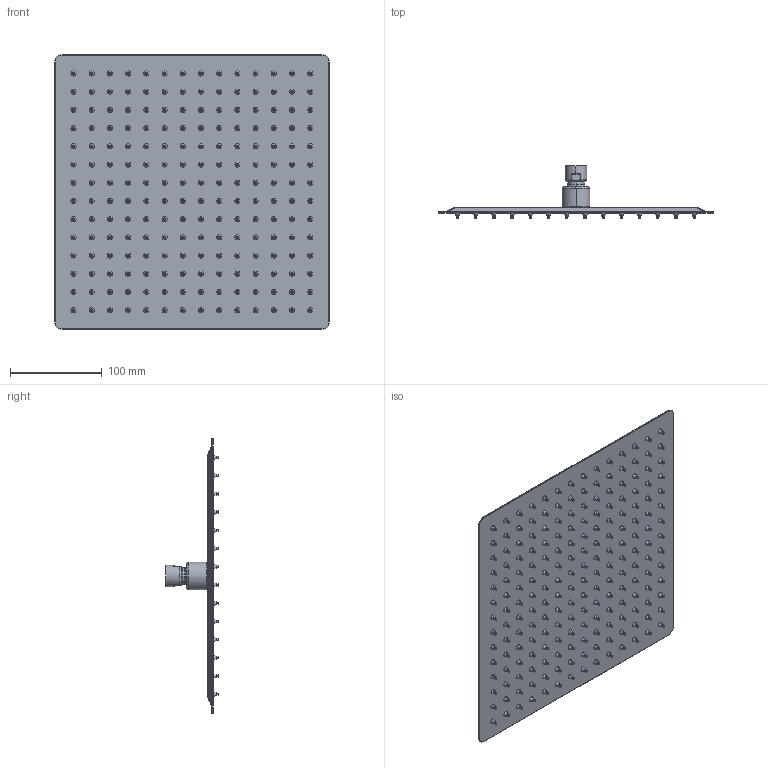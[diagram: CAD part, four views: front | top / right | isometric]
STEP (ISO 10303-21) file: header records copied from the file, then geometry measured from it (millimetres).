
FILE_DESCRIPTION((''),'2;1');
FILE_NAME('SH43300_ASM','2023-07-11T09:31:03',('Administrator'),(''),'CREO PARAMETRIC BY PTC INC, 2018500','CREO PARAMETRIC BY PTC INC, 2018500','');
FILE_SCHEMA(('CONFIG_CONTROL_DESIGN'));
Length unit declared in the file: millimetre
Products named in the file (4): SH43300; SH43300-1; SH43300-2; SH43300_ASM
Assembly tree (3 placements, depth 2):
  SH43300_ASM
    SH43300
    SH43300-1
    SH43300-2
Bounding box: 300 x 57.5 x 300 mm (x, y, z)
Volume: 541696.4 mm3; surface area: 455406.6 mm2
Topology: 198 solids, 201 shells, 2469 faces, 4952 edges, 2886 vertices
Faces by surface type: cylinder 812, torus 806, plane 409, cone 392, bspline 46, sphere 4
Entity records: 67616 total; most frequent: DIRECTION 13416, CARTESIAN_POINT 13036, ORIENTED_EDGE 9892, AXIS2_PLACEMENT_3D 6076, EDGE_CURVE 4952, CIRCLE 3640, VERTEX_POINT 2886, EDGE_LOOP 2865
